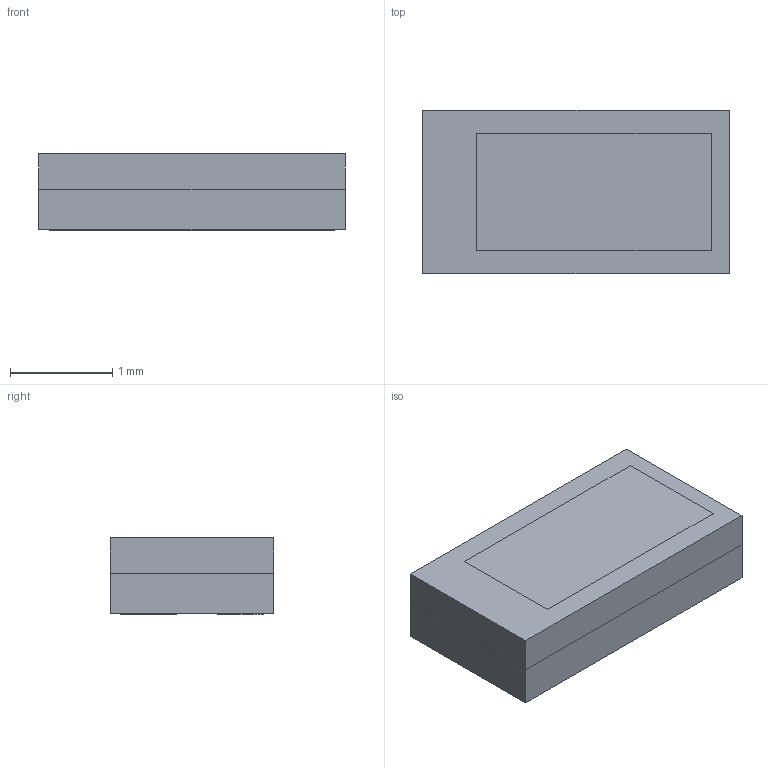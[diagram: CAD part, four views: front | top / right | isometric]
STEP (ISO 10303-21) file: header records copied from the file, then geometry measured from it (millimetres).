
FILE_DESCRIPTION (( 'STEP AP214' ), '1' );
FILE_NAME ('NC2x131F.STEP', '2020-08-31T01:19:44', ( '' ), ( '' ), 'SwSTEP 2.0', 'SolidWorks 2018', '' );
FILE_SCHEMA (( 'AUTOMOTIVE_DESIGN' ));
Length unit declared in the file: millimetre
Products named in the file (5): part1; part4; NC2x131F; part3; part2
Assembly tree (4 placements, depth 2):
  NC2x131F
    part1
    part2
    part3
    part4
Bounding box: 3 x 1.6 x 0.75 mm (x, y, z)
Volume: 3.7 mm3; surface area: 36.9 mm2
Topology: 6 solids, 6 shells, 41 faces, 87 edges, 58 vertices
Faces by surface type: plane 37, cylinder 4
Entity records: 1305 total; most frequent: CARTESIAN_POINT 193, DIRECTION 191, ORIENTED_EDGE 174, EDGE_CURVE 87, LINE 79, VECTOR 79, VERTEX_POINT 58, AXIS2_PLACEMENT_3D 56
